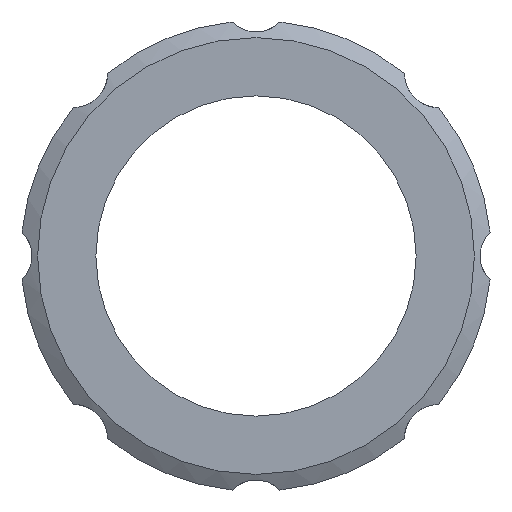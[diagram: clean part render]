
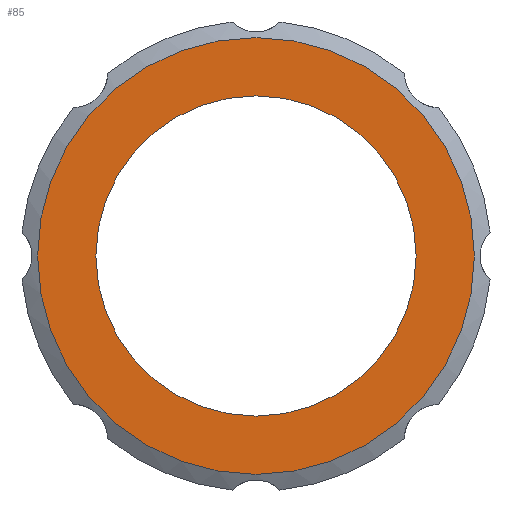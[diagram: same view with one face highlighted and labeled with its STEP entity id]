
A CAD part, left-side view. The second image highlights one B-rep face of the part: STEP entity #85.
In plain terms, the highlighted planar face has unit normal (-1, 0, 0).
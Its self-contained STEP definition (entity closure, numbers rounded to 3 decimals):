
#85 = ADVANCED_FACE( '', ( #123, #124 ), #125, .T. );
#123 = FACE_BOUND( '', #179, .T. );
#124 = FACE_OUTER_BOUND( '', #180, .T. );
#125 = PLANE( '', #181 );
#179 = EDGE_LOOP( '', ( #291 ) );
#180 = EDGE_LOOP( '', ( #292 ) );
#181 = AXIS2_PLACEMENT_3D( '', #293, #294, #295 );
#291 = ORIENTED_EDGE( '', *, *, #432, .T. );
#292 = ORIENTED_EDGE( '', *, *, #434, .F. );
#293 = CARTESIAN_POINT( '', ( 0., 50.6, 0. ) );
#294 = DIRECTION( '', ( -1., 0., 0. ) );
#295 = DIRECTION( '', ( 0., 0., 1. ) );
#432 = EDGE_CURVE( '', #518, #518, #519, .T. );
#434 = EDGE_CURVE( '', #522, #522, #523, .T. );
#518 = VERTEX_POINT( '', #961 );
#519 = CIRCLE( '', #962, 37.1 );
#522 = VERTEX_POINT( '', #965 );
#523 = CIRCLE( '', #966, 50.6 );
#961 = CARTESIAN_POINT( '', ( 0., 0., -37.1 ) );
#962 = AXIS2_PLACEMENT_3D( '', #1083, #1084, #1085 );
#965 = CARTESIAN_POINT( '', ( 0., 0., -50.6 ) );
#966 = AXIS2_PLACEMENT_3D( '', #1089, #1090, #1091 );
#1083 = CARTESIAN_POINT( '', ( 0., 0., 0. ) );
#1084 = DIRECTION( '', ( 1., 0., 0. ) );
#1085 = DIRECTION( '', ( 0., 0., -1. ) );
#1089 = CARTESIAN_POINT( '', ( 0., 0., 0. ) );
#1090 = DIRECTION( '', ( 1., 0., 0. ) );
#1091 = DIRECTION( '', ( 0., 0., -1. ) );
